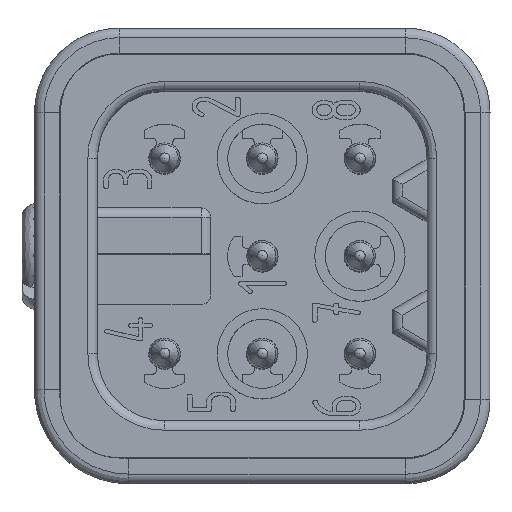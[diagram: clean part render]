
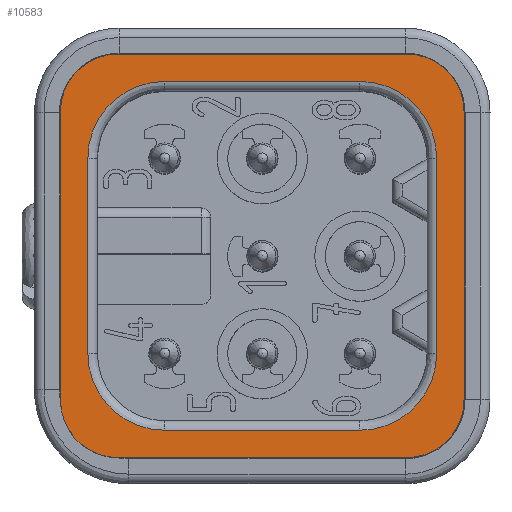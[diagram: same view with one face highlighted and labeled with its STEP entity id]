
A CAD part, top view. The second image highlights one B-rep face of the part: STEP entity #10583.
In plain terms, the highlighted planar face has unit normal (0, 0, 1).
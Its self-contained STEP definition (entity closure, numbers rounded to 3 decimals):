
#9747=FACE_BOUND('',#14584,.T.);
#9748=FACE_BOUND('',#14585,.T.);
#10583=ADVANCED_FACE('',(#9747,#9748),#12119,.T.);
#12119=PLANE('',#44121);
#14584=EDGE_LOOP('',(#17869,#17870,#17871,#17872,#17873,#17874,#17875,#17876));
#14585=EDGE_LOOP('',(#17877,#17878,#17879,#17880,#17881,#17882,#17883,#17884));
#17869=ORIENTED_EDGE('',*,*,#29049,.T.);
#17870=ORIENTED_EDGE('',*,*,#29050,.T.);
#17871=ORIENTED_EDGE('',*,*,#29051,.T.);
#17872=ORIENTED_EDGE('',*,*,#29052,.T.);
#17873=ORIENTED_EDGE('',*,*,#29053,.T.);
#17874=ORIENTED_EDGE('',*,*,#29054,.T.);
#17875=ORIENTED_EDGE('',*,*,#29055,.T.);
#17876=ORIENTED_EDGE('',*,*,#29056,.T.);
#17877=ORIENTED_EDGE('',*,*,#27663,.F.);
#17878=ORIENTED_EDGE('',*,*,#27651,.T.);
#17879=ORIENTED_EDGE('',*,*,#27642,.T.);
#17880=ORIENTED_EDGE('',*,*,#27672,.T.);
#17881=ORIENTED_EDGE('',*,*,#27696,.T.);
#17882=ORIENTED_EDGE('',*,*,#27692,.T.);
#17883=ORIENTED_EDGE('',*,*,#27684,.T.);
#17884=ORIENTED_EDGE('',*,*,#27660,.T.);
#24747=VERTEX_POINT('',#53531);
#24751=VERTEX_POINT('',#53569);
#24759=VERTEX_POINT('',#53617);
#24763=VERTEX_POINT('',#53689);
#24767=VERTEX_POINT('',#53703);
#24775=VERTEX_POINT('',#53774);
#24779=VERTEX_POINT('',#53815);
#24792=VERTEX_POINT('',#53859);
#25926=VERTEX_POINT('',#57617);
#25927=VERTEX_POINT('',#57618);
#25928=VERTEX_POINT('',#57620);
#25929=VERTEX_POINT('',#57622);
#25930=VERTEX_POINT('',#57624);
#25931=VERTEX_POINT('',#57626);
#25932=VERTEX_POINT('',#57628);
#25933=VERTEX_POINT('',#57630);
#27642=EDGE_CURVE('',#24747,#24751,#35120,.T.);
#27651=EDGE_CURVE('',#24759,#24747,#33360,.T.);
#27660=EDGE_CURVE('',#24763,#24767,#33362,.T.);
#27663=EDGE_CURVE('',#24759,#24767,#35129,.T.);
#27672=EDGE_CURVE('',#24751,#24775,#33363,.T.);
#27684=EDGE_CURVE('',#24779,#24763,#35139,.T.);
#27692=EDGE_CURVE('',#24792,#24779,#33365,.T.);
#27696=EDGE_CURVE('',#24775,#24792,#35145,.T.);
#29049=EDGE_CURVE('',#25926,#25927,#33508,.T.);
#29050=EDGE_CURVE('',#25927,#25928,#36114,.T.);
#29051=EDGE_CURVE('',#25928,#25929,#33509,.T.);
#29052=EDGE_CURVE('',#25929,#25930,#36115,.T.);
#29053=EDGE_CURVE('',#25930,#25931,#33510,.T.);
#29054=EDGE_CURVE('',#25931,#25932,#36116,.T.);
#29055=EDGE_CURVE('',#25932,#25933,#33511,.T.);
#29056=EDGE_CURVE('',#25933,#25926,#36117,.T.);
#33360=CIRCLE('',#43751,3.);
#33362=CIRCLE('',#43756,3.);
#33363=CIRCLE('',#43760,3.);
#33365=CIRCLE('',#43766,3.);
#33508=CIRCLE('',#44117,4.);
#33509=CIRCLE('',#44118,4.);
#33510=CIRCLE('',#44119,4.);
#33511=CIRCLE('',#44120,4.);
#35120=LINE('',#53570,#38174);
#35129=LINE('',#53713,#38183);
#35139=LINE('',#53840,#38193);
#35145=LINE('',#53904,#38199);
#36114=LINE('',#57619,#39168);
#36115=LINE('',#57623,#39169);
#36116=LINE('',#57627,#39170);
#36117=LINE('',#57631,#39171);
#38174=VECTOR('',#45698,1.);
#38183=VECTOR('',#45725,1.);
#38193=VECTOR('',#45747,1.);
#38199=VECTOR('',#45761,1.);
#39168=VECTOR('',#47430,1.);
#39169=VECTOR('',#47433,1.);
#39170=VECTOR('',#47436,1.);
#39171=VECTOR('',#47439,1.);
#43751=AXIS2_PLACEMENT_3D('',#53649,#45707,#45708);
#43756=AXIS2_PLACEMENT_3D('',#53704,#45720,#45721);
#43760=AXIS2_PLACEMENT_3D('',#53775,#45734,#45735);
#43766=AXIS2_PLACEMENT_3D('',#53891,#45756,#45757);
#44117=AXIS2_PLACEMENT_3D('',#57616,#47428,#47429);
#44118=AXIS2_PLACEMENT_3D('',#57621,#47431,#47432);
#44119=AXIS2_PLACEMENT_3D('',#57625,#47434,#47435);
#44120=AXIS2_PLACEMENT_3D('',#57629,#47437,#47438);
#44121=AXIS2_PLACEMENT_3D('',#57632,#47440,#47441);
#45698=DIRECTION('',(0.,1.,0.));
#45707=DIRECTION('',(0.,0.,1.));
#45708=DIRECTION('',(0.,-1.,0.));
#45720=DIRECTION('',(0.,0.,1.));
#45721=DIRECTION('',(-1.,0.,0.));
#45725=DIRECTION('',(-1.,0.,0.));
#45734=DIRECTION('',(0.,0.,1.));
#45735=DIRECTION('',(1.,0.,0.));
#45747=DIRECTION('',(0.,-1.,0.));
#45756=DIRECTION('',(0.,0.,1.));
#45757=DIRECTION('',(0.,1.,0.));
#45761=DIRECTION('',(-1.,0.,0.));
#47428=DIRECTION('',(0.,0.,-1.));
#47429=DIRECTION('',(-1.,0.,0.));
#47430=DIRECTION('',(1.,0.,0.));
#47431=DIRECTION('',(0.,0.,-1.));
#47432=DIRECTION('',(0.,1.,0.));
#47433=DIRECTION('',(0.,-1.,0.));
#47434=DIRECTION('',(0.,0.,-1.));
#47435=DIRECTION('',(1.,0.,0.));
#47436=DIRECTION('',(-1.,0.,0.));
#47437=DIRECTION('',(0.,0.,-1.));
#47438=DIRECTION('',(0.,-1.,0.));
#47439=DIRECTION('',(0.,1.,0.));
#47440=DIRECTION('',(0.,0.,1.));
#47441=DIRECTION('',(0.,-1.,0.));
#53531=CARTESIAN_POINT('',(10.5,-7.5,17.8));
#53569=CARTESIAN_POINT('',(10.5,7.5,17.8));
#53570=CARTESIAN_POINT('',(10.5,-7.5,17.8));
#53617=CARTESIAN_POINT('',(7.5,-10.5,17.8));
#53649=CARTESIAN_POINT('',(7.5,-7.5,17.8));
#53689=CARTESIAN_POINT('',(-10.5,-7.5,17.8));
#53703=CARTESIAN_POINT('',(-7.5,-10.5,17.8));
#53704=CARTESIAN_POINT('',(-7.5,-7.5,17.8));
#53713=CARTESIAN_POINT('',(7.5,-10.5,17.8));
#53774=CARTESIAN_POINT('',(7.5,10.5,17.8));
#53775=CARTESIAN_POINT('',(7.5,7.5,17.8));
#53815=CARTESIAN_POINT('',(-10.5,7.5,17.8));
#53840=CARTESIAN_POINT('',(-10.5,7.5,17.8));
#53859=CARTESIAN_POINT('',(-7.5,10.5,17.8));
#53891=CARTESIAN_POINT('',(-7.5,7.5,17.8));
#53904=CARTESIAN_POINT('',(7.5,10.5,17.8));
#57616=CARTESIAN_POINT('',(-5.075,5.075,17.8));
#57617=CARTESIAN_POINT('',(-9.075,5.075,17.8));
#57618=CARTESIAN_POINT('',(-5.075,9.075,17.8));
#57619=CARTESIAN_POINT('',(-5.075,9.075,17.8));
#57620=CARTESIAN_POINT('',(5.075,9.075,17.8));
#57621=CARTESIAN_POINT('',(5.075,5.075,17.8));
#57622=CARTESIAN_POINT('',(9.075,5.075,17.8));
#57623=CARTESIAN_POINT('',(9.075,5.075,17.8));
#57624=CARTESIAN_POINT('',(9.075,-5.075,17.8));
#57625=CARTESIAN_POINT('',(5.075,-5.075,17.8));
#57626=CARTESIAN_POINT('',(5.075,-9.075,17.8));
#57627=CARTESIAN_POINT('',(5.075,-9.075,17.8));
#57628=CARTESIAN_POINT('',(-5.075,-9.075,17.8));
#57629=CARTESIAN_POINT('',(-5.075,-5.075,17.8));
#57630=CARTESIAN_POINT('',(-9.075,-5.075,17.8));
#57631=CARTESIAN_POINT('',(-9.075,-5.075,17.8));
#57632=CARTESIAN_POINT('',(-11.025,11.025,17.8));
